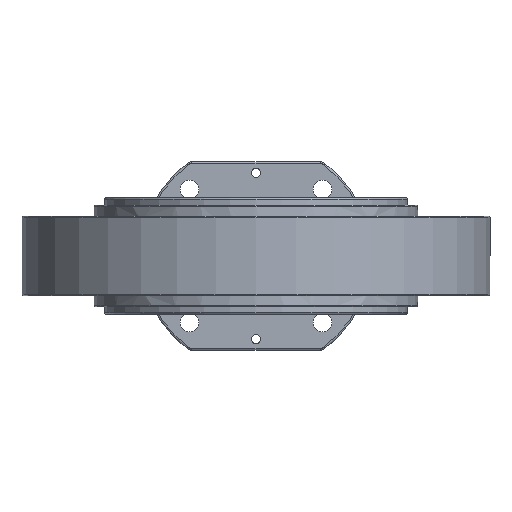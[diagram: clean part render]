
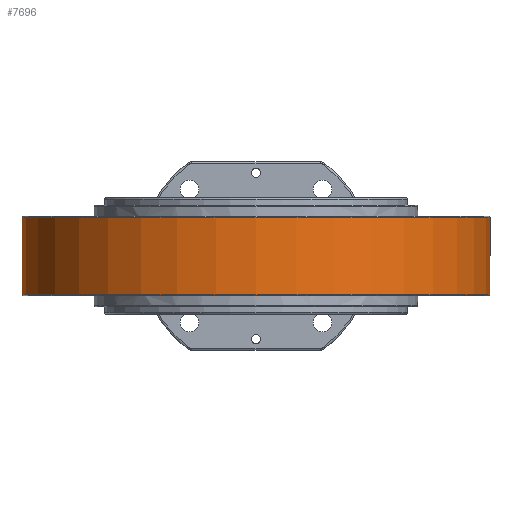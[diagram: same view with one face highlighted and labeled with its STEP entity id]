
A CAD part, front view. The second image highlights one B-rep face of the part: STEP entity #7696.
In plain terms, the highlighted cylindrical face has radius 126.75 mm (diameter 253.5 mm), a partial arc.
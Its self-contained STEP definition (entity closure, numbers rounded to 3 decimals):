
#473=CYLINDRICAL_SURFACE('',#8499,126.75);
#1164=FACE_OUTER_BOUND('',#1616,.T.);
#1616=EDGE_LOOP('',(#6185,#6186,#6187,#6188));
#2038=CIRCLE('',#8252,126.75);
#2060=CIRCLE('',#8290,126.75);
#2666=LINE('',#13894,#3128);
#2668=LINE('',#13897,#3130);
#3128=VECTOR('',#10110,10.);
#3130=VECTOR('',#10114,10.);
#3600=VERTEX_POINT('',#12931);
#3601=VERTEX_POINT('',#12935);
#3629=VERTEX_POINT('',#13091);
#3630=VERTEX_POINT('',#13095);
#4362=EDGE_CURVE('',#3601,#3600,#2038,.T.);
#4412=EDGE_CURVE('',#3630,#3629,#2060,.T.);
#4645=EDGE_CURVE('',#3600,#3630,#2666,.T.);
#4647=EDGE_CURVE('',#3629,#3601,#2668,.T.);
#6185=ORIENTED_EDGE('',*,*,#4362,.F.);
#6186=ORIENTED_EDGE('',*,*,#4647,.F.);
#6187=ORIENTED_EDGE('',*,*,#4412,.F.);
#6188=ORIENTED_EDGE('',*,*,#4645,.F.);
#7696=ADVANCED_FACE('',(#1164),#473,.T.);
#8252=AXIS2_PLACEMENT_3D('',#12937,#9488,#9489);
#8290=AXIS2_PLACEMENT_3D('',#13097,#9583,#9584);
#8499=AXIS2_PLACEMENT_3D('',#13896,#10112,#10113);
#9488=DIRECTION('center_axis',(0.,0.,1.));
#9489=DIRECTION('ref_axis',(0.,-1.,0.));
#9583=DIRECTION('center_axis',(0.,0.,-1.));
#9584=DIRECTION('ref_axis',(0.,-1.,0.));
#10110=DIRECTION('',(0.,0.,-1.));
#10112=DIRECTION('center_axis',(0.,0.,1.));
#10113=DIRECTION('ref_axis',(0.,-1.,0.));
#10114=DIRECTION('',(0.,0.,1.));
#12931=CARTESIAN_POINT('',(85.377,93.682,21.));
#12935=CARTESIAN_POINT('',(-85.377,93.682,21.));
#12937=CARTESIAN_POINT('Origin',(0.,0.,21.));
#13091=CARTESIAN_POINT('',(-85.377,93.682,-21.));
#13095=CARTESIAN_POINT('',(85.377,93.682,-21.));
#13097=CARTESIAN_POINT('Origin',(0.,0.,-21.));
#13894=CARTESIAN_POINT('',(85.377,93.682,0.));
#13896=CARTESIAN_POINT('Origin',(0.,0.,0.));
#13897=CARTESIAN_POINT('',(-85.377,93.682,0.));
